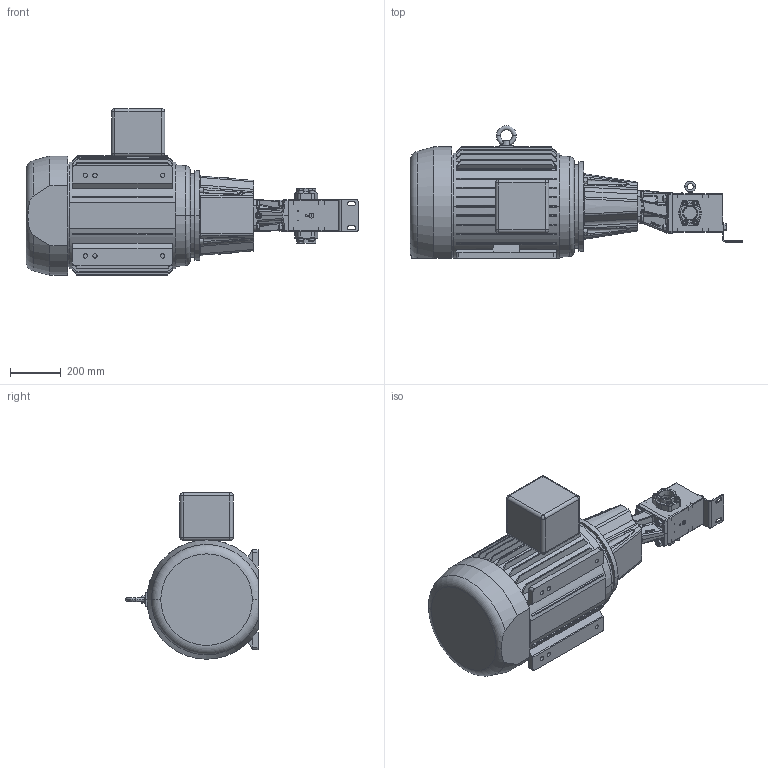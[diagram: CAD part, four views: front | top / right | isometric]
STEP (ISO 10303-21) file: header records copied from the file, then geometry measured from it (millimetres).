
FILE_DESCRIPTION (( 'STEP AP214' ), '1' );
FILE_NAME ('GPV-1018-020-U.STEP', '2019-05-23T16:49:20', ( '' ), ( '' ), 'SwSTEP 2.0', 'SolidWorks 2018', '' );
FILE_SCHEMA (( 'AUTOMOTIVE_DESIGN' ));
Length unit declared in the file: inch
Products named in the file (1): GPV-1018-020-U
Bounding box: 1308.25 x 521.28 x 656.08 mm (x, y, z)
Volume: 81800222 mm3; surface area: 3812811.7 mm2
Topology: 25 solids, 26 shells, 3286 faces, 8044 edges, 4958 vertices
Faces by surface type: plane 1199, cylinder 848, bspline 599, cone 503, torus 97, sphere 40
Entity records: 175259 total; most frequent: CARTESIAN_POINT 59840, ORIENTED_EDGE 16008, DIRECTION 13732, EDGE_CURVE 8004, AXIS2_PLACEMENT_3D 5115, VERTEX_POINT 4958, EDGE_LOOP 3564, LINE 3502
